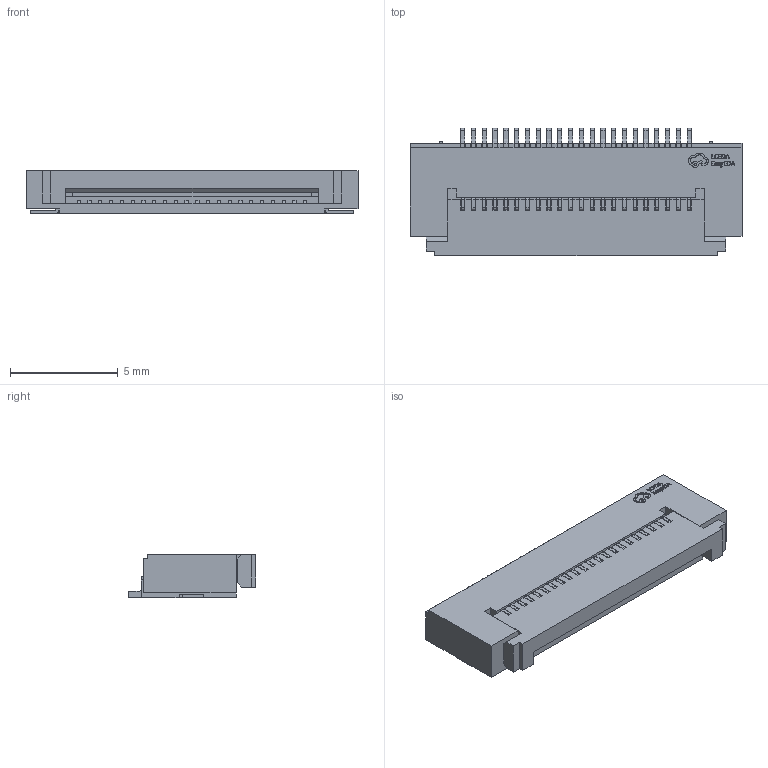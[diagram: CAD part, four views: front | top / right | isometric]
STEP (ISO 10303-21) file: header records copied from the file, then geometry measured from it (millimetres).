
FILE_DESCRIPTION (( 'STEP AP214' ), '1' );
FILE_NAME ('FFC-SMD_22P-P0.50_X05A20L22T.step', '2022-06-24T01:57:43', ( '' ), ( '' ), 'SwSTEP 2.0', 'SolidWorks 2020', '' );
FILE_SCHEMA (( 'AUTOMOTIVE_DESIGN' ));
Length unit declared in the file: millimetre
Products named in the file (1): FFC-SMD_22P-P0.50_X05A20L22T
Bounding box: 15.4 x 5.9 x 2.01 mm (x, y, z)
Volume: 114 mm3; surface area: 390.1 mm2
Topology: 1 solids, 1 shells, 1020 faces, 2978 edges, 1984 vertices
Faces by surface type: plane 810, cylinder 112, bspline 98
Entity records: 43840 total; most frequent: CARTESIAN_POINT 7485, ORIENTED_EDGE 5956, DIRECTION 4834, EDGE_CURVE 2978, LINE 2540, VECTOR 2540, VERTEX_POINT 1984, AXIS2_PLACEMENT_3D 1147
